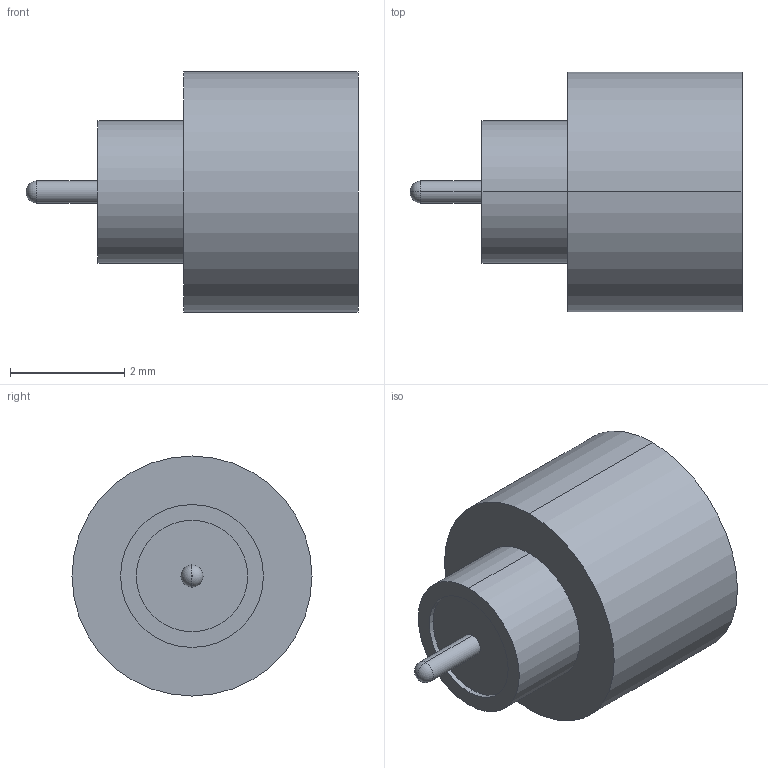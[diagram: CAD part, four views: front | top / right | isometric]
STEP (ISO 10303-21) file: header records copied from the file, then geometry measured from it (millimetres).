
FILE_DESCRIPTION (( 'STEP AP214' ), '1' );
FILE_NAME ('ÊÀÏÄ.434523.018 Ïåðåõîä ãåðìåòè÷íûé ìèêðîïîëîñêîâûé (-02).STEP', '2023-05-03T02:49:14', ( '' ), ( '' ), 'SwSTEP 2.0', 'SolidWorks 2018', '' );
FILE_SCHEMA (( 'AUTOMOTIVE_DESIGN' ));
Length unit declared in the file: millimetre
Products named in the file (3): ÊÀÏÄ.434523.018 Ïåðåõîä ãåðìåòè÷íûé ìèêðîïîëîñêîâûé (-02); Äåòàëü5^ÊÀÏÄ.434523.018 Ïåðåõîä ãåðìåòè÷íûé ìèêðîïîëîñêîâûé (-00); Äåòàëü6^ÊÀÏÄ.434523.018 Ïåðåõîä ãåðìåòè÷íûé ìèêðîïîëîñêîâûé (-00)
Assembly tree (1 placements, depth 2):
  ÊÀÏÄ.434523.018 Ïåðåõîä ãåðìåòè÷íûé ìèêðîïîëîñêîâûé (-02)
    Äåòàëü6^ÊÀÏÄ.434523.018 Ïåðåõîä ãåðìåòè÷íûé ìèêðîïîëîñêîâûé (-00)
  Äåòàëü5^ÊÀÏÄ.434523.018 Ïåðåõîä ãåðìåòè÷íûé ìèêðîïîëîñêîâûé (-00)
Bounding box: 5.81 x 4.2 x 4.2 mm (x, y, z)
Volume: 25.5 mm3; surface area: 109.9 mm2
Topology: 1 solids, 1 shells, 32 faces, 62 edges, 38 vertices
Faces by surface type: cylinder 16, plane 8, cone 4, torus 4
Entity records: 905 total; most frequent: DIRECTION 176, CARTESIAN_POINT 136, ORIENTED_EDGE 124, AXIS2_PLACEMENT_3D 78, EDGE_CURVE 62, CIRCLE 42, VERTEX_POINT 38, EDGE_LOOP 38
